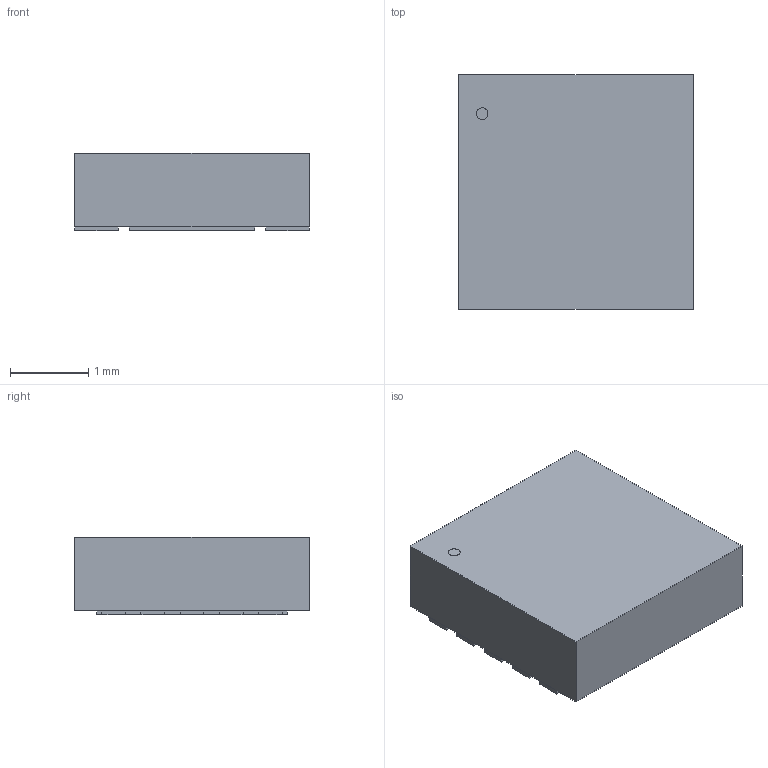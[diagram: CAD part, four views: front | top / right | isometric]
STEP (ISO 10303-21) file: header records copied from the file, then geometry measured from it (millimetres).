
FILE_DESCRIPTION(('STEP AP214'),'1');
FILE_NAME('MLF-10_ML_MCH','2023-07-26T11:24:41',(''),(''),'','','');
FILE_SCHEMA(('AUTOMOTIVE_DESIGN'));
Length unit declared in the file: millimetre
Products named in the file (1): product
Bounding box: 3 x 3 x 0.99 mm (x, y, z)
Volume: 8.7 mm3; surface area: 41.8 mm2
Topology: 13 solids, 13 shells, 75 faces, 147 edges, 98 vertices
Faces by surface type: plane 74, cylinder 1
Full cylindrical faces by diameter (mm): 0.15 x1
Entity records: 1957 total; most frequent: DIRECTION 302, ORIENTED_EDGE 292, CARTESIAN_POINT 177, EDGE_CURVE 146, LINE 144, VECTOR 144, VERTEX_POINT 98, AXIS2_PLACEMENT_3D 79
